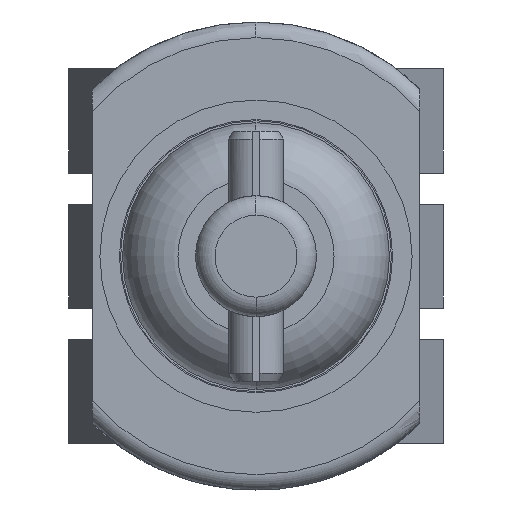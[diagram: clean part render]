
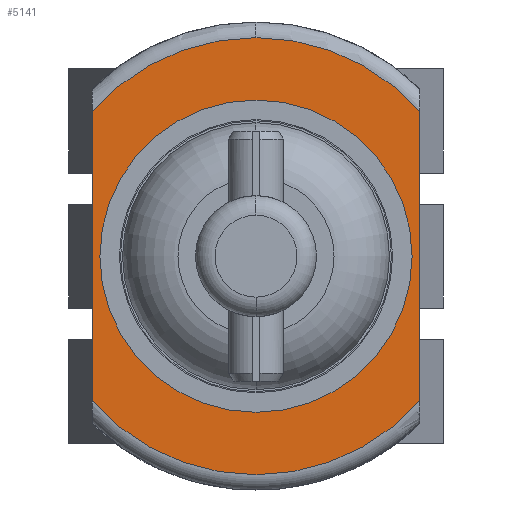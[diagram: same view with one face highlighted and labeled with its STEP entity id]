
A CAD part, front view. The second image highlights one B-rep face of the part: STEP entity #5141.
In plain terms, the highlighted planar face has unit normal (0, -1, 0).
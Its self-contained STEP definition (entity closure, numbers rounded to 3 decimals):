
#347 = CIRCLE ( 'NONE', #5937, 2.8 ) ;
#647 = EDGE_CURVE ( 'NONE', #9844, #5407, #7819, .T. ) ;
#694 = CARTESIAN_POINT ( 'NONE',  ( -2.1, 5.5, 1.852 ) ) ;
#1020 = DIRECTION ( 'NONE',  ( 0., 0., 1. ) ) ;
#1058 = DIRECTION ( 'NONE',  ( 0., 0., 1. ) ) ;
#1123 = DIRECTION ( 'NONE',  ( 0., 0., 1. ) ) ;
#1486 = CARTESIAN_POINT ( 'NONE',  ( 0., 5.5, 2.8 ) ) ;
#1582 = DIRECTION ( 'NONE',  ( 0., 0., 1. ) ) ;
#2146 = VERTEX_POINT ( 'NONE', #694 ) ;
#2198 = DIRECTION ( 'NONE',  ( 0., -1., 0. ) ) ;
#2464 = CARTESIAN_POINT ( 'NONE',  ( 0., 5.5, 1.25 ) ) ;
#2494 = CARTESIAN_POINT ( 'NONE',  ( -2.1, 5.5, -1.852 ) ) ;
#2526 = LINE ( 'NONE', #3285, #9342 ) ;
#2608 = CARTESIAN_POINT ( 'NONE',  ( 0., 5.5, 0. ) ) ;
#2952 = EDGE_CURVE ( 'NONE', #9949, #2146, #347, .T. ) ;
#3091 = DIRECTION ( 'NONE',  ( 0., -1., 0. ) ) ;
#3285 = CARTESIAN_POINT ( 'NONE',  ( 2.1, 5.5, 0. ) ) ;
#3694 = DIRECTION ( 'NONE',  ( 0., 0., 1. ) ) ;
#3739 = DIRECTION ( 'NONE',  ( 0., 1., 0. ) ) ;
#3798 = ORIENTED_EDGE ( 'NONE', *, *, #8808, .T. ) ;
#4082 = AXIS2_PLACEMENT_3D ( 'NONE', #10483, #3091, #3694 ) ;
#5141 = ADVANCED_FACE ( 'Defeature ausgef�hrt1_33', ( #6854, #10106 ), #5221, .F. ) ;
#5188 = CARTESIAN_POINT ( 'NONE',  ( 0., 5.5, -1.25 ) ) ;
#5221 = PLANE ( 'NONE',  #6872 ) ;
#5252 = DIRECTION ( 'NONE',  ( 0., -1., 0. ) ) ;
#5389 = ORIENTED_EDGE ( 'NONE', *, *, #647, .T. ) ;
#5407 = VERTEX_POINT ( 'NONE', #9789 ) ;
#5561 = EDGE_CURVE ( 'NONE', #7641, #7562, #10507, .T. ) ;
#5657 = AXIS2_PLACEMENT_3D ( 'NONE', #2608, #10163, #1020 ) ;
#5672 = ORIENTED_EDGE ( 'NONE', *, *, #9120, .T. ) ;
#5687 = EDGE_CURVE ( 'NONE', #9381, #9949, #6004, .T. ) ;
#5815 = ORIENTED_EDGE ( 'NONE', *, *, #2952, .T. ) ;
#5867 = CARTESIAN_POINT ( 'NONE',  ( -2.1, 5.5, 0. ) ) ;
#5937 = AXIS2_PLACEMENT_3D ( 'NONE', #9806, #2198, #1582 ) ;
#6004 = CIRCLE ( 'NONE', #4082, 2.8 ) ;
#6042 = CARTESIAN_POINT ( 'NONE',  ( 3., 5.5, 0. ) ) ;
#6145 = EDGE_CURVE ( 'NONE', #5407, #9381, #2526, .T. ) ;
#6623 = LINE ( 'NONE', #5867, #7885 ) ;
#6667 = CIRCLE ( 'NONE', #8748, 1.25 ) ;
#6673 = DIRECTION ( 'NONE',  ( 0., 0., -1. ) ) ;
#6724 = DIRECTION ( 'NONE',  ( 0., 0., 1. ) ) ;
#6854 = FACE_OUTER_BOUND ( 'NONE', #8837, .T. ) ;
#6872 = AXIS2_PLACEMENT_3D ( 'NONE', #6042, #8534, #1123 ) ;
#6903 = CARTESIAN_POINT ( 'NONE',  ( 0., 5.5, 0. ) ) ;
#6990 = EDGE_LOOP ( 'NONE', ( #8158, #3798 ) ) ;
#6999 = DIRECTION ( 'NONE',  ( 0., 0., 1. ) ) ;
#7056 = CARTESIAN_POINT ( 'NONE',  ( 0., 5.5, 0. ) ) ;
#7562 = VERTEX_POINT ( 'NONE', #5188 ) ;
#7641 = VERTEX_POINT ( 'NONE', #2464 ) ;
#7690 = ORIENTED_EDGE ( 'NONE', *, *, #6145, .T. ) ;
#7819 = CIRCLE ( 'NONE', #8505, 2.8 ) ;
#7885 = VECTOR ( 'NONE', #6673, 1000. ) ;
#8158 = ORIENTED_EDGE ( 'NONE', *, *, #5561, .T. ) ;
#8505 = AXIS2_PLACEMENT_3D ( 'NONE', #7056, #5252, #6999 ) ;
#8534 = DIRECTION ( 'NONE',  ( 0., 1., 0. ) ) ;
#8748 = AXIS2_PLACEMENT_3D ( 'NONE', #6903, #3739, #1058 ) ;
#8808 = EDGE_CURVE ( 'NONE', #7562, #7641, #6667, .T. ) ;
#8837 = EDGE_LOOP ( 'NONE', ( #9560, #5815, #5672, #5389, #7690 ) ) ;
#8994 = CARTESIAN_POINT ( 'NONE',  ( 2.1, 5.5, 1.852 ) ) ;
#9120 = EDGE_CURVE ( 'NONE', #2146, #9844, #6623, .T. ) ;
#9342 = VECTOR ( 'NONE', #6724, 1000. ) ;
#9381 = VERTEX_POINT ( 'NONE', #8994 ) ;
#9560 = ORIENTED_EDGE ( 'NONE', *, *, #5687, .T. ) ;
#9789 = CARTESIAN_POINT ( 'NONE',  ( 2.1, 5.5, -1.852 ) ) ;
#9806 = CARTESIAN_POINT ( 'NONE',  ( 0., 5.5, 0. ) ) ;
#9844 = VERTEX_POINT ( 'NONE', #2494 ) ;
#9949 = VERTEX_POINT ( 'NONE', #1486 ) ;
#10106 = FACE_BOUND ( 'NONE', #6990, .T. ) ;
#10163 = DIRECTION ( 'NONE',  ( 0., 1., 0. ) ) ;
#10483 = CARTESIAN_POINT ( 'NONE',  ( 0., 5.5, 0. ) ) ;
#10507 = CIRCLE ( 'NONE', #5657, 1.25 ) ;
